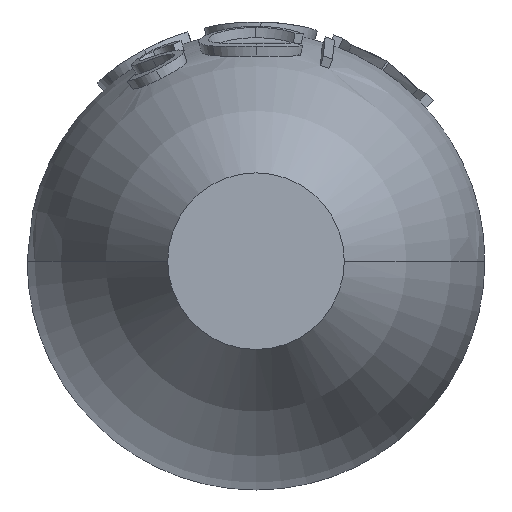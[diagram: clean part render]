
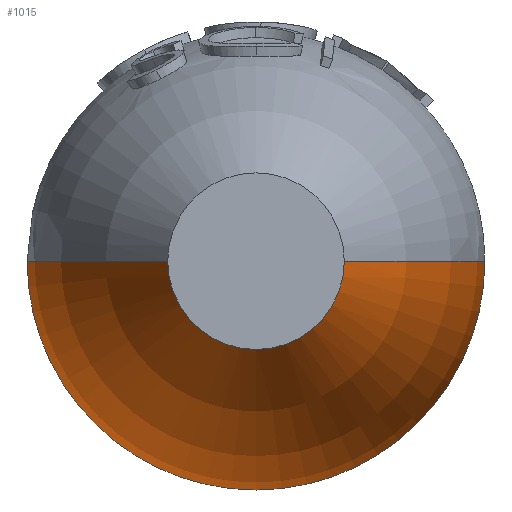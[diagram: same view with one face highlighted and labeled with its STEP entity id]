
A CAD part, front view. The second image highlights one B-rep face of the part: STEP entity #1015.
In plain terms, the highlighted toroidal (fillet/blend) face has major radius 152.612 mm and minor radius 219.495 mm.
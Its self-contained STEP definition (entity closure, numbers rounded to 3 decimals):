
#950 = ORIENTED_EDGE ( 'NONE', *, *, #14017, .T. ) ;
#1015 = ADVANCED_FACE ( 'NONE', ( #5093 ), #11223, .T. ) ;
#1511 = CARTESIAN_POINT ( 'NONE',  ( 20.091, 232.357, 0. ) ) ;
#3758 = CARTESIAN_POINT ( 'NONE',  ( 60.5, 232.357, 0. ) ) ;
#3952 = EDGE_CURVE ( 'NONE', #16273, #18988, #5576, .T. ) ;
#4381 = CARTESIAN_POINT ( 'NONE',  ( -92.112, 127.855, 0. ) ) ;
#4598 = VERTEX_POINT ( 'NONE', #14251 ) ;
#5093 = FACE_OUTER_BOUND ( 'NONE', #9026, .T. ) ;
#5576 = CIRCLE ( 'NONE', #6452, 25.8 ) ;
#5747 = CARTESIAN_POINT ( 'NONE',  ( 86.3, 0., 0. ) ) ;
#6005 = ORIENTED_EDGE ( 'NONE', *, *, #3952, .T. ) ;
#6452 = AXIS2_PLACEMENT_3D ( 'NONE', #12146, #10779, #15353 ) ;
#6628 = ORIENTED_EDGE ( 'NONE', *, *, #16258, .F. ) ;
#8459 = DIRECTION ( 'NONE',  ( 0., 0., -1. ) ) ;
#8938 = AXIS2_PLACEMENT_3D ( 'NONE', #19220, #19148, #17446 ) ;
#9026 = EDGE_LOOP ( 'NONE', ( #6628, #6005, #950, #10018 ) ) ;
#9384 = VERTEX_POINT ( 'NONE', #1511 ) ;
#9595 = CIRCLE ( 'NONE', #16758, 219.495 ) ;
#10018 = ORIENTED_EDGE ( 'NONE', *, *, #13743, .F. ) ;
#10064 = DIRECTION ( 'NONE',  ( 0., 1., 0. ) ) ;
#10342 = CIRCLE ( 'NONE', #11235, 40.409 ) ;
#10779 = DIRECTION ( 'NONE',  ( 0., 1., 0. ) ) ;
#11223 = TOROIDAL_SURFACE ( 'NONE', #8938, -152.612, 219.495 ) ;
#11235 = AXIS2_PLACEMENT_3D ( 'NONE', #3758, #10064, #14710 ) ;
#11245 = CARTESIAN_POINT ( 'NONE',  ( 34.7, 0., 0. ) ) ;
#12146 = CARTESIAN_POINT ( 'NONE',  ( 60.5, 0., 0. ) ) ;
#13743 = EDGE_CURVE ( 'NONE', #4598, #9384, #10342, .T. ) ;
#14017 = EDGE_CURVE ( 'NONE', #18988, #9384, #9595, .T. ) ;
#14251 = CARTESIAN_POINT ( 'NONE',  ( 100.909, 232.357, 0. ) ) ;
#14710 = DIRECTION ( 'NONE',  ( -1., 0., 0. ) ) ;
#15327 = DIRECTION ( 'NONE',  ( 1., 0., 0. ) ) ;
#15353 = DIRECTION ( 'NONE',  ( -1., 0., 0. ) ) ;
#16258 = EDGE_CURVE ( 'NONE', #16273, #4598, #20102, .T. ) ;
#16273 = VERTEX_POINT ( 'NONE', #5747 ) ;
#16758 = AXIS2_PLACEMENT_3D ( 'NONE', #17958, #8459, #19403 ) ;
#17446 = DIRECTION ( 'NONE',  ( -1., 0., 0. ) ) ;
#17958 = CARTESIAN_POINT ( 'NONE',  ( 213.112, 127.855, 0. ) ) ;
#18573 = AXIS2_PLACEMENT_3D ( 'NONE', #4381, #19969, #15327 ) ;
#18988 = VERTEX_POINT ( 'NONE', #11245 ) ;
#19148 = DIRECTION ( 'NONE',  ( 0., 1., 0. ) ) ;
#19220 = CARTESIAN_POINT ( 'NONE',  ( 60.5, 127.855, 0. ) ) ;
#19403 = DIRECTION ( 'NONE',  ( -1., 0., 0. ) ) ;
#19969 = DIRECTION ( 'NONE',  ( 0., 0., 1. ) ) ;
#20102 = CIRCLE ( 'NONE', #18573, 219.495 ) ;
